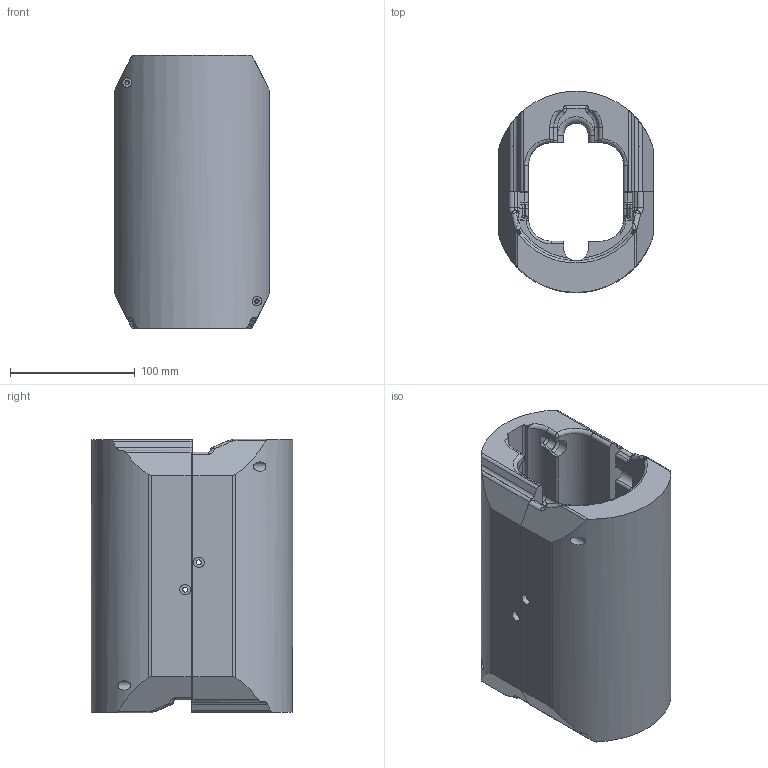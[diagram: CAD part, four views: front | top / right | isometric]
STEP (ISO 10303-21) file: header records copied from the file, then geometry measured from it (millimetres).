
FILE_DESCRIPTION(/* description */ (''),/* implementation_level */ '2;1');
FILE_NAME(/* name */ 'ACWA-0167-BC_MOUSSE_VERTEBRE.step',/* time_stamp */ '2024-03-08T16:06:59+01:00',/* author */ (''),/* organization */ (''),/* preprocessor_version */ 'ST-DEVELOPER v20',/* originating_system */ 'Autodesk Translation Framework v12.20.1.177',/* authorisation */ '');
FILE_SCHEMA (('AUTOMOTIVE_DESIGN { 1 0 10303 214 3 1 1 }'));
Length unit declared in the file: millimetre
Products named in the file (1): ACWA-0167-BC_MOUSSE_VERTEBRE
Bounding box: 125 x 161.41 x 218.98 mm (x, y, z)
Volume: 1867388.8 mm3; surface area: 216634.5 mm2
Topology: 2 solids, 2 shells, 702 faces, 1722 edges, 1022 vertices
Faces by surface type: cylinder 292, plane 142, bspline 136, torus 104, sphere 28
Full cylindrical faces by diameter (mm): 2.5 x4, 3.6 x4, 4 x4, 7.5 x4, 8.5 x4
Entity records: 30800 total; most frequent: CARTESIAN_POINT 14972, ORIENTED_EDGE 3400, DIRECTION 3238, EDGE_CURVE 1700, AXIS2_PLACEMENT_3D 1309, VERTEX_POINT 1018, EDGE_LOOP 734, FACE_OUTER_BOUND 702
